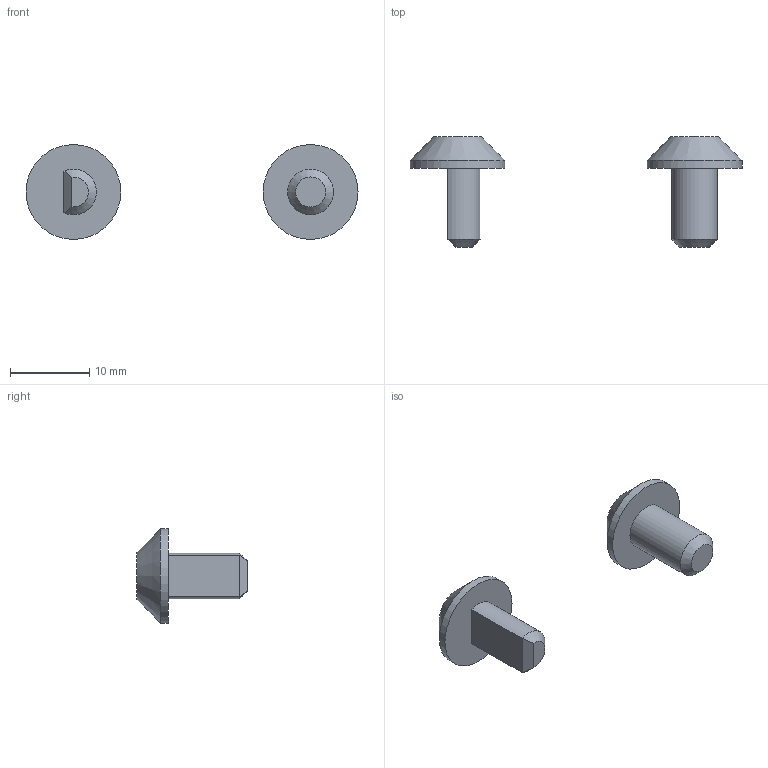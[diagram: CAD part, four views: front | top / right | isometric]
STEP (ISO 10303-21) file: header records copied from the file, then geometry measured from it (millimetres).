
FILE_DESCRIPTION(/* description */ (''),/* implementation_level */ '2;1');
FILE_NAME(/* name */ 'Drawer Pin v2.stp',/* time_stamp */ '2025-09-12T00:12:58+02:00',/* author */ (''),/* organization */ (''),/* preprocessor_version */ 'ST-DEVELOPER v20.1',/* originating_system */ 'Autodesk Translation Framework v14.10.0.0',/* authorisation */ '');
FILE_SCHEMA (('AUTOMOTIVE_DESIGN { 1 0 10303 214 3 1 1 }'));
Length unit declared in the file: millimetre
Products named in the file (1): Drawer Pin
Bounding box: 42 x 14 x 12 mm (x, y, z)
Volume: 1070.5 mm3; surface area: 925.7 mm2
Topology: 2 solids, 2 shells, 16 faces, 25 edges, 15 vertices
Faces by surface type: plane 8, cone 4, cylinder 4
Full cylindrical faces by diameter (mm): 5.8 x1, 12 x2
Entity records: 395 total; most frequent: DIRECTION 69, CARTESIAN_POINT 63, ORIENTED_EDGE 50, AXIS2_PLACEMENT_3D 29, EDGE_CURVE 25, EDGE_LOOP 18, FACE_OUTER_BOUND 16, ADVANCED_FACE 16
